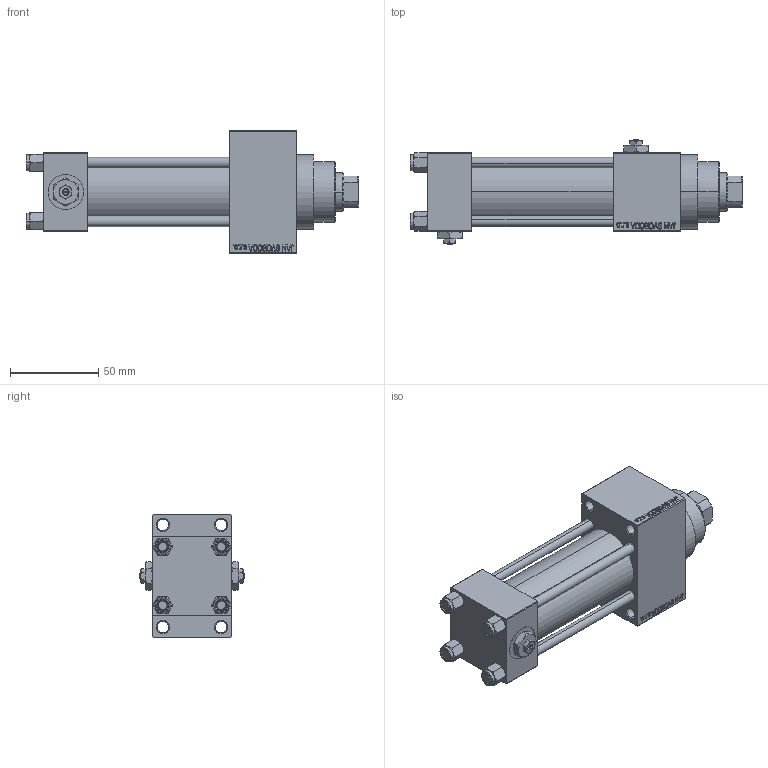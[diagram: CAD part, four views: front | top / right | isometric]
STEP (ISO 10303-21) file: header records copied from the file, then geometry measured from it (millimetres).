
FILE_DESCRIPTION (( 'STEP AP203' ), '1' );
FILE_NAME ('cb25.STEP', '2022-04-15T07:12:08', ( '' ), ( '' ), 'SwSTEP 2.0', 'SolidWorks 2019', '' );
FILE_SCHEMA (( 'CONFIG_CONTROL_DESIGN' ));
Length unit declared in the file: millimetre
Products named in the file (7): V215_VC_A bec0b55ab886e0da17715bd9b822324b; Zatka_pro_OIL_PORT bec0b55ab886e0da17715bd9b822324b; cb25; NUT_M5_D bec0b55ab886e0da17715bd9b822324b; V215CR_VCP_D bec0b55ab886e0da17715bd9b822324b; V215CR_D_Body bec0b55ab886e0da17715bd9b822324b; V215CR_D_TYCINKA bec0b55ab886e0da17715bd9b822324b
Assembly tree (13 placements, depth 2):
  cb25
    V215CR_D_Body bec0b55ab886e0da17715bd9b822324b
    V215CR_VCP_D bec0b55ab886e0da17715bd9b822324b
    NUT_M5_D bec0b55ab886e0da17715bd9b822324b  x4
    V215CR_D_TYCINKA bec0b55ab886e0da17715bd9b822324b  x4
    V215_VC_A bec0b55ab886e0da17715bd9b822324b
    Zatka_pro_OIL_PORT bec0b55ab886e0da17715bd9b822324b  x2
Bounding box: 188 x 59 x 70 mm (x, y, z)
Volume: 270838.4 mm3; surface area: 91489.9 mm2
Topology: 13 solids, 13 shells, 1189 faces, 2940 edges, 1893 vertices
Faces by surface type: plane 540, bspline 368, cone 184, cylinder 89, torus 8
Entity records: 48651 total; most frequent: CARTESIAN_POINT 25491, ORIENTED_EDGE 5180, DIRECTION 3362, EDGE_CURVE 2590, VERTEX_POINT 1691, VECTOR 1538, LINE 1538, EDGE_LOOP 1161
